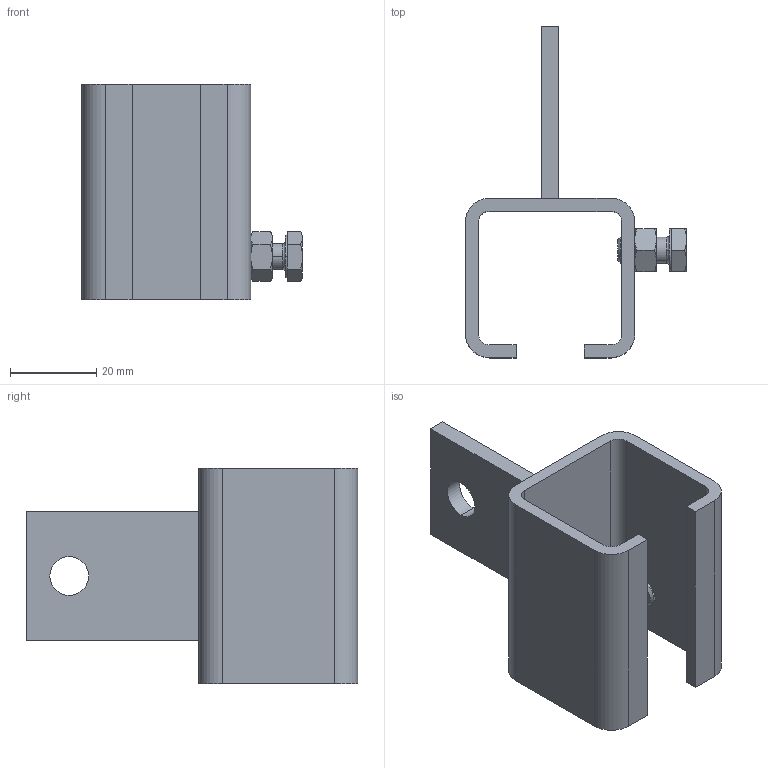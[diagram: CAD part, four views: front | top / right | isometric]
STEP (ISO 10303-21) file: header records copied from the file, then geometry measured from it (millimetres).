
FILE_DESCRIPTION (( 'STEP AP214' ), '1' );
FILE_NAME ('0020506.step', '2022-08-19T11:34:18', ( '' ), ( '' ), 'SwSTEP 2.0', 'SolidWorks 2020', '' );
FILE_SCHEMA (( 'AUTOMOTIVE_DESIGN' ));
Length unit declared in the file: inch
Products named in the file (1): 0020506
Bounding box: 51.3 x 77 x 50 mm (x, y, z)
Volume: 23110 mm3; surface area: 16025.1 mm2
Topology: 1 solids, 1 shells, 85 faces, 214 edges, 138 vertices
Faces by surface type: plane 49, cone 18, cylinder 16, torus 2
Entity records: 2718 total; most frequent: CARTESIAN_POINT 648, ORIENTED_EDGE 428, DIRECTION 408, EDGE_CURVE 214, AXIS2_PLACEMENT_3D 142, VERTEX_POINT 138, LINE 124, VECTOR 124
